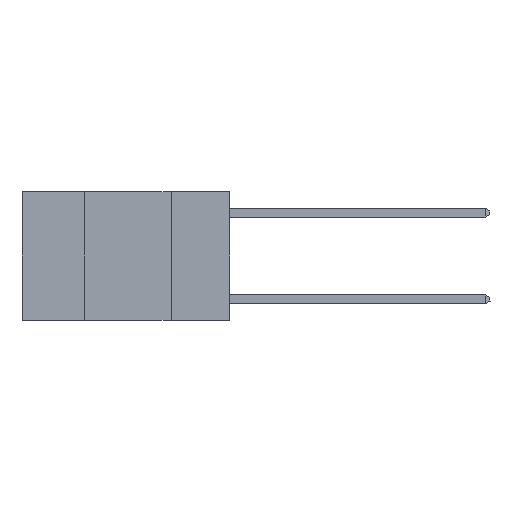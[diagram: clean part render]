
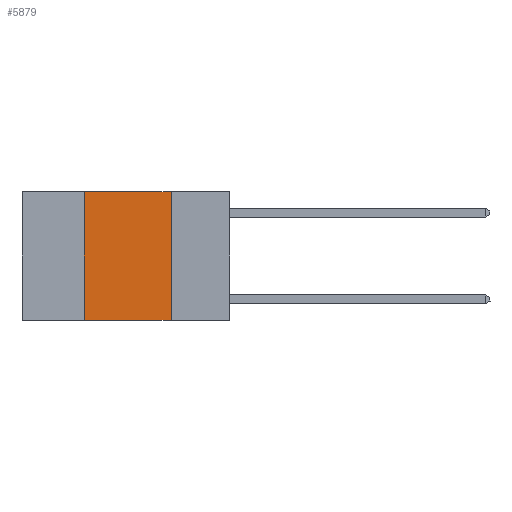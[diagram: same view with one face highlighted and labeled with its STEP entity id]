
A CAD part, left-side view. The second image highlights one B-rep face of the part: STEP entity #5879.
In plain terms, the highlighted planar face has unit normal (-1, 0, 0).
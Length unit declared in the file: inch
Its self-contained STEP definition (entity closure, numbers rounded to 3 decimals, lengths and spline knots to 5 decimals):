
#459 = DIRECTION ( 'NONE',  ( 0., 0., -1. ) ) ;
#659 = CARTESIAN_POINT ( 'NONE',  ( 0., 0.42, 0. ) ) ;
#726 = CARTESIAN_POINT ( 'NONE',  ( 0., 0.6, 0. ) ) ;
#976 = FACE_OUTER_BOUND ( 'NONE', #14995, .T. ) ;
#1412 = VERTEX_POINT ( 'NONE', #8844 ) ;
#1954 = CARTESIAN_POINT ( 'NONE',  ( 0., 0.6, 0. ) ) ;
#2148 = CARTESIAN_POINT ( 'NONE',  ( 0., 0.6, -0.37 ) ) ;
#2291 = DIRECTION ( 'NONE',  ( 0., -1., 0. ) ) ;
#2469 = LINE ( 'NONE', #13333, #5105 ) ;
#2496 = EDGE_CURVE ( 'NONE', #3231, #1412, #9783, .T. ) ;
#3231 = VERTEX_POINT ( 'NONE', #10301 ) ;
#3358 = LINE ( 'NONE', #2148, #15158 ) ;
#3995 = ORIENTED_EDGE ( 'NONE', *, *, #10475, .F. ) ;
#4030 = CARTESIAN_POINT ( 'NONE',  ( 0., 0.42, -0.37 ) ) ;
#4455 = ORIENTED_EDGE ( 'NONE', *, *, #9488, .F. ) ;
#4456 = VECTOR ( 'NONE', #15542, 39.37008 ) ;
#4627 = VERTEX_POINT ( 'NONE', #7409 ) ;
#5105 = VECTOR ( 'NONE', #7505, 39.37008 ) ;
#5879 = ADVANCED_FACE ( 'NONE', ( #976 ), #13880, .F. ) ;
#6481 = EDGE_CURVE ( 'NONE', #18908, #4627, #3358, .T. ) ;
#7409 = CARTESIAN_POINT ( 'NONE',  ( 0., 0.17, -0.37 ) ) ;
#7505 = DIRECTION ( 'NONE',  ( 0., 0., -1. ) ) ;
#7915 = AXIS2_PLACEMENT_3D ( 'NONE', #1954, #9542, #459 ) ;
#8023 = LINE ( 'NONE', #659, #4456 ) ;
#8490 = ORIENTED_EDGE ( 'NONE', *, *, #6481, .T. ) ;
#8844 = CARTESIAN_POINT ( 'NONE',  ( 0., 0.17, 0. ) ) ;
#9488 = EDGE_CURVE ( 'NONE', #18908, #3231, #8023, .T. ) ;
#9542 = DIRECTION ( 'NONE',  ( 1., 0., 0. ) ) ;
#9783 = LINE ( 'NONE', #726, #16910 ) ;
#10301 = CARTESIAN_POINT ( 'NONE',  ( 0., 0.42, 0. ) ) ;
#10475 = EDGE_CURVE ( 'NONE', #1412, #4627, #2469, .T. ) ;
#13333 = CARTESIAN_POINT ( 'NONE',  ( 0., 0.17, 0. ) ) ;
#13880 = PLANE ( 'NONE',  #7915 ) ;
#14995 = EDGE_LOOP ( 'NONE', ( #3995, #15714, #4455, #8490 ) ) ;
#15158 = VECTOR ( 'NONE', #16783, 39.37008 ) ;
#15542 = DIRECTION ( 'NONE',  ( 0., 0., 1. ) ) ;
#15714 = ORIENTED_EDGE ( 'NONE', *, *, #2496, .F. ) ;
#16783 = DIRECTION ( 'NONE',  ( 0., -1., 0. ) ) ;
#16910 = VECTOR ( 'NONE', #2291, 39.37008 ) ;
#18908 = VERTEX_POINT ( 'NONE', #4030 ) ;
